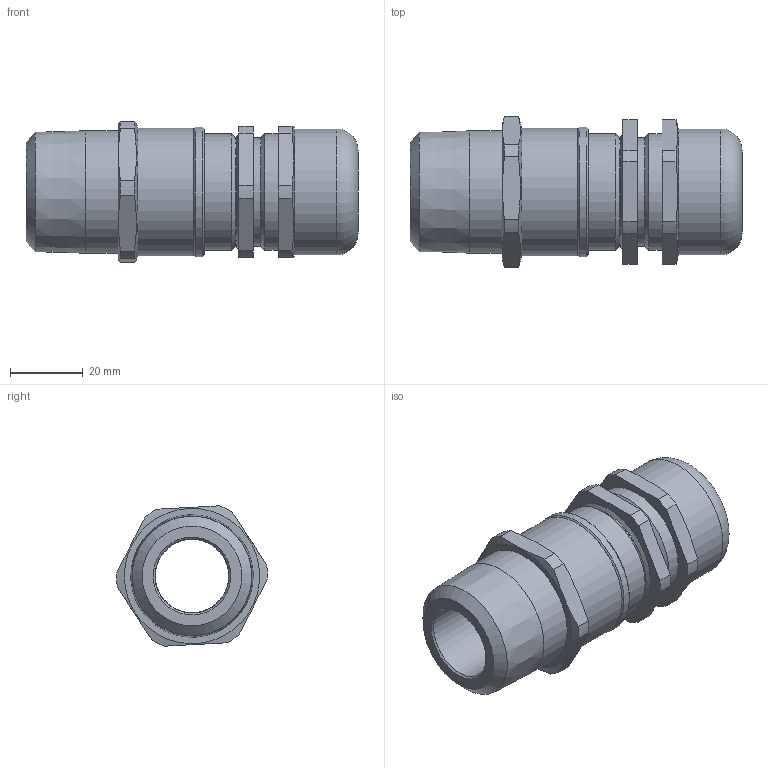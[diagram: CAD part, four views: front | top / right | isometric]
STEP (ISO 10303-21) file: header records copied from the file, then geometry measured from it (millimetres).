
FILE_DESCRIPTION (( 'STEP AP203' ), '1' );
FILE_NAME ('25SS2K1RA033.STEP', '2019-08-14T11:13:26', ( '' ), ( '' ), 'SwSTEP 2.0', 'SolidWorks 2017', '' );
FILE_SCHEMA (( 'CONFIG_CONTROL_DESIGN' ));
Length unit declared in the file: millimetre
Products named in the file (1): 25SS2K1RA033
Bounding box: 91 x 41.35 x 38.47 mm (x, y, z)
Surface area: 16825.2 mm2 (no closed solid volume)
Topology: 0 solids, 11 shells, 93 faces, 416 edges, 338 vertices
Faces by surface type: plane 43, cylinder 29, cone 13, bspline 7, torus 1
Full cylindrical faces by diameter (mm): 20.1 x1, 20.2 x1, 20.3 x1, 29.718 x1, 29.75 x1, 32 x2, 33.6 x1, 34.5 x1, 35 x1, 35.5 x1
Entity records: 6224 total; most frequent: CARTESIAN_POINT 3186, ORIENTED_EDGE 536, DIRECTION 496, EDGE_CURVE 385, VERTEX_POINT 332, LINE 178, VECTOR 178, AXIS2_PLACEMENT_3D 159
